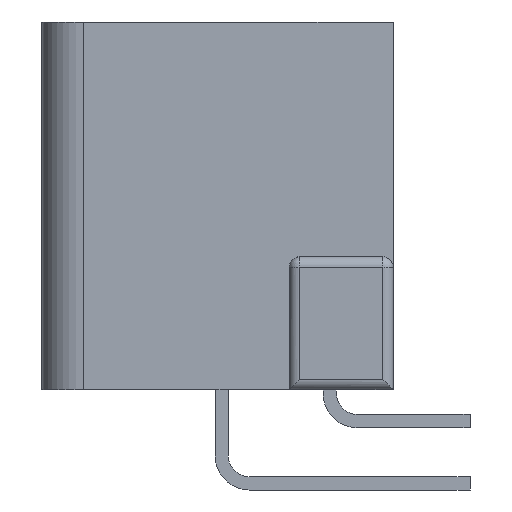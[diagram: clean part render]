
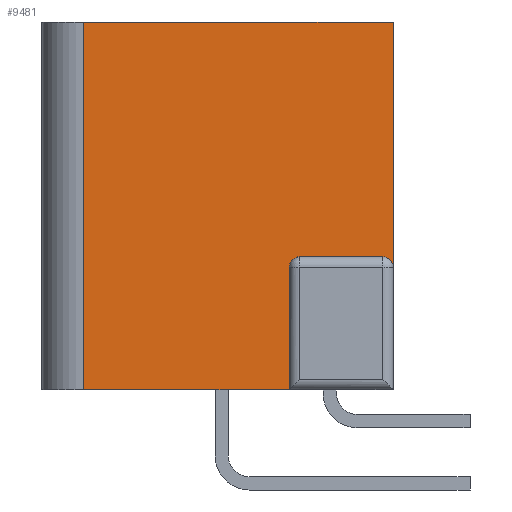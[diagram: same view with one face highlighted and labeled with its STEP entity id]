
A CAD part, left-side view. The second image highlights one B-rep face of the part: STEP entity #9481.
In plain terms, the highlighted planar face has unit normal (-1, 0, 0).
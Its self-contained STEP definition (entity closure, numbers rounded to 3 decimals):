
#190=DIRECTION('',(0.,1.,0.));
#191=VECTOR('',#190,14.9);
#192=CARTESIAN_POINT('',(-14.55,-8.45,0.));
#193=LINE('',#192,#191);
#1828=DIRECTION('',(0.,1.,0.));
#1829=VECTOR('',#1828,9.9);
#1830=CARTESIAN_POINT('',(-14.55,-3.45,-17.7));
#1831=LINE('',#1830,#1829);
#2662=DIRECTION('',(0.,1.,0.));
#2663=VECTOR('',#2662,4.);
#2664=CARTESIAN_POINT('',(-14.55,-7.95,-11.3));
#2665=LINE('',#2664,#2663);
#2666=DIRECTION('',(0.,0.,1.));
#2667=VECTOR('',#2666,5.9);
#2668=CARTESIAN_POINT('',(-14.55,-3.45,-17.7));
#2669=LINE('',#2668,#2667);
#2670=DIRECTION('',(0.,0.,-1.));
#2671=VECTOR('',#2670,17.7);
#2672=CARTESIAN_POINT('',(-14.55,6.45,0.));
#2673=LINE('',#2672,#2671);
#2674=DIRECTION('',(0.,0.,-1.));
#2675=VECTOR('',#2674,11.8);
#2676=CARTESIAN_POINT('',(-14.55,-8.45,0.));
#2677=LINE('',#2676,#2675);
#2678=CARTESIAN_POINT('',(-14.55,-3.95,-11.8));
#2679=DIRECTION('',(1.,0.,0.));
#2680=DIRECTION('',(0.,1.,0.));
#2681=AXIS2_PLACEMENT_3D('',#2678,#2679,#2680);
#2740=CARTESIAN_POINT('',(-14.55,-7.95,-11.8));
#2741=DIRECTION('',(1.,0.,0.));
#2742=DIRECTION('',(0.,0.,1.));
#2743=AXIS2_PLACEMENT_3D('',#2740,#2741,#2742);
#4437=CARTESIAN_POINT('',(-14.55,-8.45,0.));
#4439=VERTEX_POINT('',#4437);
#4584=CARTESIAN_POINT('',(-14.55,-3.45,-17.7));
#4585=VERTEX_POINT('',#4584);
#4848=CARTESIAN_POINT('',(-14.55,-3.95,-11.3));
#4849=VERTEX_POINT('',#4848);
#4850=CARTESIAN_POINT('',(-14.55,-3.45,-11.8));
#4851=VERTEX_POINT('',#4850);
#4852=CARTESIAN_POINT('',(-14.55,-8.45,-11.8));
#4853=VERTEX_POINT('',#4852);
#4854=CARTESIAN_POINT('',(-14.55,-7.95,-11.3));
#4855=VERTEX_POINT('',#4854);
#5784=CARTESIAN_POINT('',(-14.55,6.45,-17.7));
#5786=VERTEX_POINT('',#5784);
#5790=CARTESIAN_POINT('',(-14.55,6.45,0.));
#5791=VERTEX_POINT('',#5790);
#9464=CARTESIAN_POINT('',(-14.55,8.45,0.));
#9465=DIRECTION('',(-1.,0.,0.));
#9466=DIRECTION('',(0.,-1.,0.));
#9467=AXIS2_PLACEMENT_3D('',#9464,#9465,#9466);
#9468=PLANE('',#9467);
#9469=ORIENTED_EDGE('',*,*,#8932,.T.);
#9471=ORIENTED_EDGE('',*,*,#9470,.F.);
#9472=ORIENTED_EDGE('',*,*,#9443,.F.);
#9473=ORIENTED_EDGE('',*,*,#8519,.T.);
#9474=ORIENTED_EDGE('',*,*,#8490,.F.);
#9475=ORIENTED_EDGE('',*,*,#5815,.F.);
#9476=ORIENTED_EDGE('',*,*,#8826,.T.);
#9478=ORIENTED_EDGE('',*,*,#9477,.F.);
#9479=EDGE_LOOP('',(#9469,#9471,#9472,#9473,#9474,#9475,#9476,#9478));
#9480=FACE_OUTER_BOUND('',#9479,.F.);
#9481=ADVANCED_FACE('',(#9480),#9468,.T.);
#2682=CIRCLE('',#2681,0.5);
#2744=CIRCLE('',#2743,0.5);
#5815=EDGE_CURVE('',#4439,#5791,#193,.T.);
#8490=EDGE_CURVE('',#5791,#5786,#2673,.T.);
#8519=EDGE_CURVE('',#4585,#5786,#1831,.T.);
#8826=EDGE_CURVE('',#4439,#4853,#2677,.T.);
#8932=EDGE_CURVE('',#4855,#4849,#2665,.T.);
#9443=EDGE_CURVE('',#4585,#4851,#2669,.T.);
#9470=EDGE_CURVE('',#4851,#4849,#2682,.T.);
#9477=EDGE_CURVE('',#4855,#4853,#2744,.T.);
